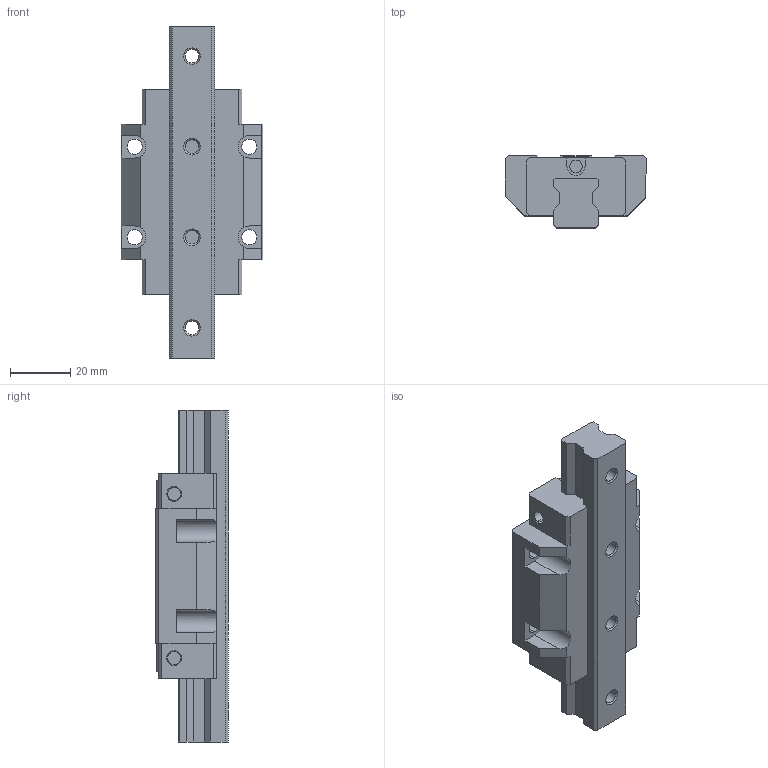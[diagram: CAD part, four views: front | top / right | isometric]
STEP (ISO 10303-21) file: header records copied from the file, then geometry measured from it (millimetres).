
FILE_DESCRIPTION((''),'2;1');
FILE_NAME('RGW15CC','2009-12-18T',('danharen'),(''),'PRO/ENGINEER BY PARAMETRIC TECHNOLOGY CORPORATION, 2004360','PRO/ENGINEER BY PARAMETRIC TECHNOLOGY CORPORATION, 2004360','');
FILE_SCHEMA(('CONFIG_CONTROL_DESIGN'));
Length unit declared in the file: millimetre
Products named in the file (1): RGW15CC
Bounding box: 47 x 24 x 110 mm (x, y, z)
Volume: 62644.7 mm3; surface area: 15802.9 mm2
Topology: 1 solids, 1 shells, 204 faces, 569 edges, 385 vertices
Faces by surface type: plane 114, cylinder 54, cone 36
Entity records: 6691 total; most frequent: CARTESIAN_POINT 1178, DIRECTION 1165, ORIENTED_EDGE 1138, EDGE_CURVE 569, AXIS2_PLACEMENT_3D 400, VERTEX_POINT 385, VECTOR 365, LINE 365
